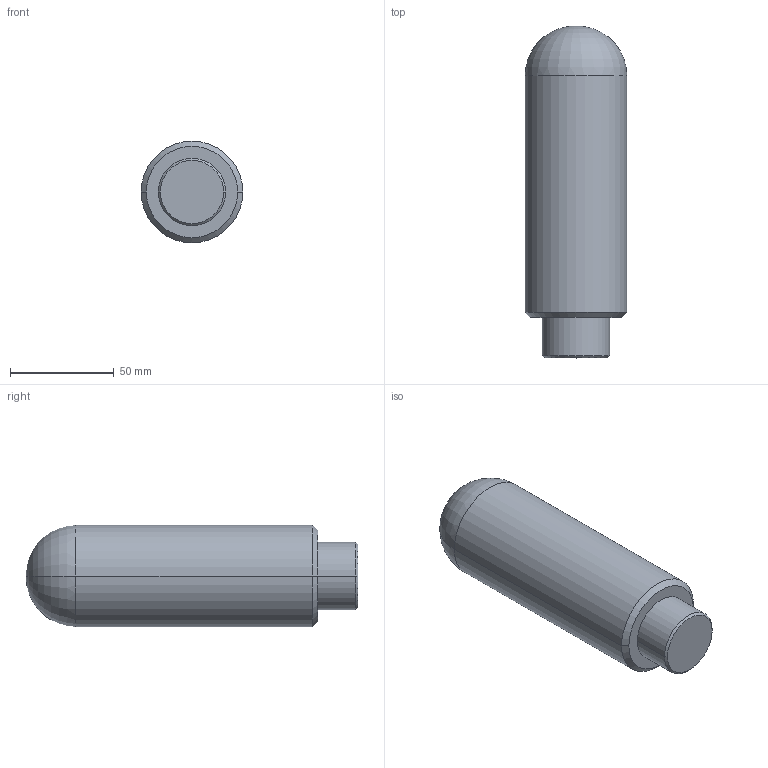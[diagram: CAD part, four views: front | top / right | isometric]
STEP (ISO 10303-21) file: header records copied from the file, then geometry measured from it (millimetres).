
FILE_DESCRIPTION(( 'MV.11SP00.01.STEP' ), '1');
FILE_NAME( 'MV.11SP00.01.STEP', '2021-02-22T13:53:17',( 'Sopra'),('sopra-pneumatic.com'), 'SwSTEP 2.0','SolidWorks 2009','' );
FILE_SCHEMA (( 'AUTOMOTIVE_DESIGN' ));
Length unit declared in the file: millimetre
Products named in the file (1): 0710000007A
Bounding box: 49 x 160 x 49 mm (x, y, z)
Volume: 265743.9 mm3; surface area: 25254.2 mm2
Topology: 1 solids, 1 shells, 13 faces, 24 edges, 14 vertices
Faces by surface type: cylinder 4, cone 4, plane 3, torus 2
Entity records: 360 total; most frequent: DIRECTION 68, CARTESIAN_POINT 52, ORIENTED_EDGE 48, AXIS2_PLACEMENT_3D 30, EDGE_CURVE 24, CIRCLE 16, EDGE_LOOP 14, VERTEX_POINT 14
